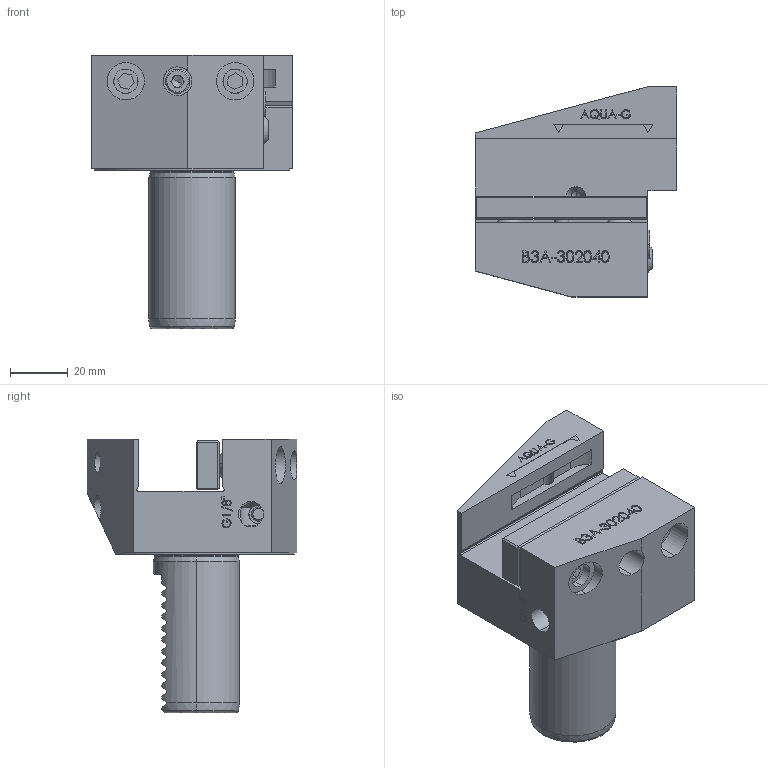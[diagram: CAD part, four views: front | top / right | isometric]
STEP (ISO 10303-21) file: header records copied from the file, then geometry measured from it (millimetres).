
FILE_DESCRIPTION (( 'STEP AP203' ), '1' );
FILE_NAME ('B3A-302040.STEP', '2020-06-16T09:36:00', ( '' ), ( '' ), 'SwSTEP 2.0', 'SolidWorks 2017', '' );
FILE_SCHEMA (( 'CONFIG_CONTROL_DESIGN' ));
Length unit declared in the file: millimetre
Products named in the file (1): B3A-302040
Bounding box: 70 x 73 x 95 mm (x, y, z)
Volume: 161187 mm3; surface area: 37886.9 mm2
Topology: 11 solids, 11 shells, 390 faces, 1201 edges, 872 vertices
Faces by surface type: plane 215, cylinder 91, cone 66, torus 16, sphere 2
Entity records: 16429 total; most frequent: CARTESIAN_POINT 5869, ORIENTED_EDGE 2364, DIRECTION 1922, EDGE_CURVE 1182, VERTEX_POINT 869, LINE 652, VECTOR 652, AXIS2_PLACEMENT_3D 635
